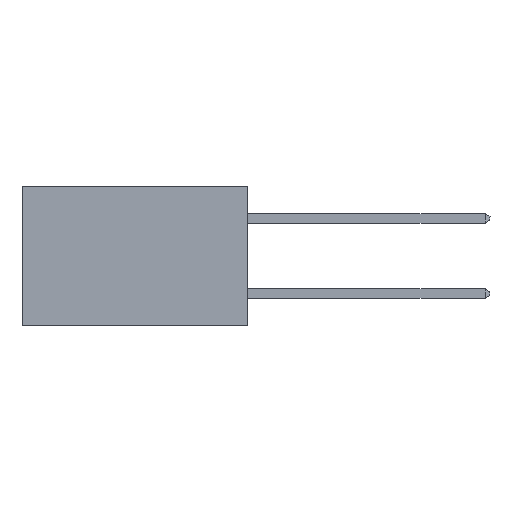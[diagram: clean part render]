
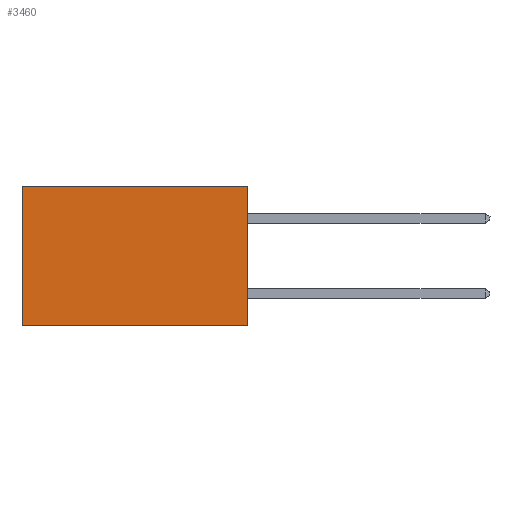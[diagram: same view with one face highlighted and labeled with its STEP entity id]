
A CAD part, left-side view. The second image highlights one B-rep face of the part: STEP entity #3460.
In plain terms, the highlighted planar face has unit normal (-1, 0, 0).
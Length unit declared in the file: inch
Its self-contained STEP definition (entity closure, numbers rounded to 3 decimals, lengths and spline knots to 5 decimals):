
#109 = DIRECTION ( 'NONE',  ( 0., 0., -1. ) ) ;
#254 = VECTOR ( 'NONE', #109, 39.37008 ) ;
#283 = DIRECTION ( 'NONE',  ( 0., 0., -1. ) ) ;
#768 = LINE ( 'NONE', #4322, #5965 ) ;
#842 = CARTESIAN_POINT ( 'NONE',  ( 0.2615, 0., -0.37 ) ) ;
#927 = DIRECTION ( 'NONE',  ( 0., 0., -1. ) ) ;
#1533 = VECTOR ( 'NONE', #283, 39.37008 ) ;
#1986 = VERTEX_POINT ( 'NONE', #3103 ) ;
#2011 = ORIENTED_EDGE ( 'NONE', *, *, #5615, .T. ) ;
#2230 = DIRECTION ( 'NONE',  ( 1., 0., 0. ) ) ;
#2236 = DIRECTION ( 'NONE',  ( 0., 1., 0. ) ) ;
#2616 = LINE ( 'NONE', #7426, #7546 ) ;
#2665 = EDGE_CURVE ( 'NONE', #1986, #2876, #3361, .T. ) ;
#2750 = EDGE_CURVE ( 'NONE', #7997, #8322, #5638, .T. ) ;
#2876 = VERTEX_POINT ( 'NONE', #7199 ) ;
#2886 = PLANE ( 'NONE',  #3099 ) ;
#3099 = AXIS2_PLACEMENT_3D ( 'NONE', #842, #2230, #927 ) ;
#3103 = CARTESIAN_POINT ( 'NONE',  ( 0.2615, 0.6, 0. ) ) ;
#3123 = EDGE_CURVE ( 'NONE', #8322, #2876, #768, .T. ) ;
#3361 = LINE ( 'NONE', #6219, #254 ) ;
#3460 = ADVANCED_FACE ( 'NONE', ( #6334 ), #2886, .F. ) ;
#4322 = CARTESIAN_POINT ( 'NONE',  ( 0.2615, 0., -0.37 ) ) ;
#5338 = CARTESIAN_POINT ( 'NONE',  ( 0.2615, 0., 0. ) ) ;
#5600 = CARTESIAN_POINT ( 'NONE',  ( 0.2615, 0., -0.37 ) ) ;
#5601 = ORIENTED_EDGE ( 'NONE', *, *, #2665, .T. ) ;
#5615 = EDGE_CURVE ( 'NONE', #7997, #1986, #2616, .T. ) ;
#5638 = LINE ( 'NONE', #5600, #1533 ) ;
#5752 = ORIENTED_EDGE ( 'NONE', *, *, #3123, .F. ) ;
#5965 = VECTOR ( 'NONE', #2236, 39.37008 ) ;
#6056 = ORIENTED_EDGE ( 'NONE', *, *, #2750, .F. ) ;
#6219 = CARTESIAN_POINT ( 'NONE',  ( 0.2615, 0.6, -0.37 ) ) ;
#6334 = FACE_OUTER_BOUND ( 'NONE', #7628, .T. ) ;
#7199 = CARTESIAN_POINT ( 'NONE',  ( 0.2615, 0.6, -0.37 ) ) ;
#7426 = CARTESIAN_POINT ( 'NONE',  ( 0.2615, 0., 0. ) ) ;
#7546 = VECTOR ( 'NONE', #8045, 39.37008 ) ;
#7628 = EDGE_LOOP ( 'NONE', ( #5601, #5752, #6056, #2011 ) ) ;
#7997 = VERTEX_POINT ( 'NONE', #5338 ) ;
#8045 = DIRECTION ( 'NONE',  ( 0., 1., 0. ) ) ;
#8322 = VERTEX_POINT ( 'NONE', #8685 ) ;
#8685 = CARTESIAN_POINT ( 'NONE',  ( 0.2615, 0., -0.37 ) ) ;
